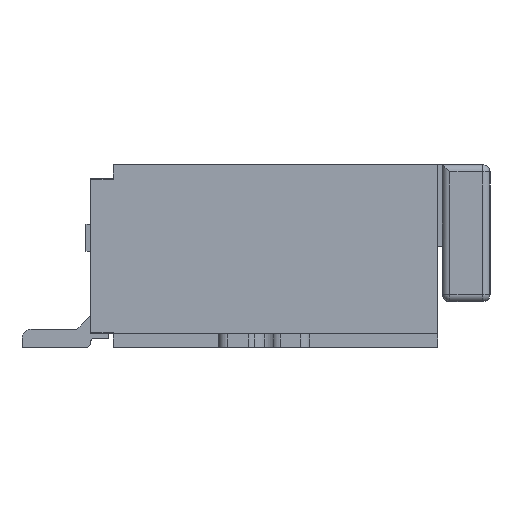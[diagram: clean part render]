
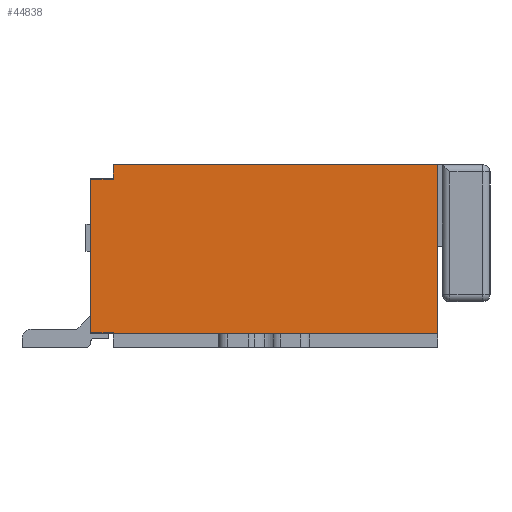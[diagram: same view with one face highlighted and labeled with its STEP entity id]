
A CAD part, left-side view. The second image highlights one B-rep face of the part: STEP entity #44838.
In plain terms, the highlighted planar face has unit normal (-1, 0, 0).
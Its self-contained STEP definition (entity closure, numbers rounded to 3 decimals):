
#1591 = EDGE_CURVE ( 'NONE', #48153, #21450, #15952, .T. ) ;
#5350 = ORIENTED_EDGE ( 'NONE', *, *, #19209, .F. ) ;
#6274 = DIRECTION ( 'NONE',  ( -1., 0., 0. ) ) ;
#6647 = EDGE_CURVE ( 'NONE', #26518, #43135, #12335, .T. ) ;
#6969 = LINE ( 'NONE', #22055, #19228 ) ;
#7035 = VERTEX_POINT ( 'NONE', #13012 ) ;
#9876 = CARTESIAN_POINT ( 'NONE',  ( -6.2, -0.625, 0.15 ) ) ;
#11244 = VECTOR ( 'NONE', #46106, 1000. ) ;
#11254 = CARTESIAN_POINT ( 'NONE',  ( -6.2, -0.375, 0. ) ) ;
#11533 = LINE ( 'NONE', #41895, #11244 ) ;
#11697 = EDGE_CURVE ( 'NONE', #43135, #33628, #16726, .T. ) ;
#11879 = CARTESIAN_POINT ( 'NONE',  ( -6.2, -4.175, 0. ) ) ;
#12120 = ORIENTED_EDGE ( 'NONE', *, *, #41700, .F. ) ;
#12335 = LINE ( 'NONE', #31043, #17621 ) ;
#13012 = CARTESIAN_POINT ( 'NONE',  ( -6.2, -0.625, 1.84 ) ) ;
#13209 = CARTESIAN_POINT ( 'NONE',  ( -6.2, -0.625, 2. ) ) ;
#13645 = DIRECTION ( 'NONE',  ( 0., -1., 0. ) ) ;
#14209 = VECTOR ( 'NONE', #46059, 1000. ) ;
#15952 = LINE ( 'NONE', #23930, #32603 ) ;
#16163 = AXIS2_PLACEMENT_3D ( 'NONE', #24866, #6274, #13645 ) ;
#16726 = LINE ( 'NONE', #31998, #29808 ) ;
#17038 = EDGE_CURVE ( 'NONE', #26518, #48153, #45963, .T. ) ;
#17621 = VECTOR ( 'NONE', #46932, 1000. ) ;
#18326 = CARTESIAN_POINT ( 'NONE',  ( -6.2, -0.625, 0.16 ) ) ;
#19209 = EDGE_CURVE ( 'NONE', #33628, #40211, #11533, .T. ) ;
#19228 = VECTOR ( 'NONE', #44221, 1000. ) ;
#21224 = DIRECTION ( 'NONE',  ( 0., 0., 1. ) ) ;
#21450 = VERTEX_POINT ( 'NONE', #45022 ) ;
#22055 = CARTESIAN_POINT ( 'NONE',  ( -6.2, -0.625, 1.84 ) ) ;
#22981 = VECTOR ( 'NONE', #47554, 1000. ) ;
#23930 = CARTESIAN_POINT ( 'NONE',  ( -6.2, -0.375, 2. ) ) ;
#24866 = CARTESIAN_POINT ( 'NONE',  ( -6.2, 0., 0. ) ) ;
#25842 = PLANE ( 'NONE',  #16163 ) ;
#25854 = EDGE_LOOP ( 'NONE', ( #5350, #28904, #40401, #40905, #33013, #12120, #33389, #36475 ) ) ;
#26518 = VERTEX_POINT ( 'NONE', #26823 ) ;
#26823 = CARTESIAN_POINT ( 'NONE',  ( -6.2, -4.175, 0.15 ) ) ;
#28904 = ORIENTED_EDGE ( 'NONE', *, *, #11697, .F. ) ;
#29808 = VECTOR ( 'NONE', #21224, 1000. ) ;
#31043 = CARTESIAN_POINT ( 'NONE',  ( -6.2, -4.175, 0.15 ) ) ;
#31310 = DIRECTION ( 'NONE',  ( 0., 0., 1. ) ) ;
#31998 = CARTESIAN_POINT ( 'NONE',  ( -6.2, -0.625, 0. ) ) ;
#32334 = CARTESIAN_POINT ( 'NONE',  ( -6.2, -0.375, 0.16 ) ) ;
#32603 = VECTOR ( 'NONE', #41448, 1000. ) ;
#32768 = EDGE_CURVE ( 'NONE', #7035, #39071, #6969, .T. ) ;
#33013 = ORIENTED_EDGE ( 'NONE', *, *, #1591, .T. ) ;
#33389 = ORIENTED_EDGE ( 'NONE', *, *, #32768, .T. ) ;
#33628 = VERTEX_POINT ( 'NONE', #18326 ) ;
#35373 = VECTOR ( 'NONE', #31310, 1000. ) ;
#36475 = ORIENTED_EDGE ( 'NONE', *, *, #40727, .T. ) ;
#39071 = VERTEX_POINT ( 'NONE', #44893 ) ;
#40211 = VERTEX_POINT ( 'NONE', #32334 ) ;
#40360 = LINE ( 'NONE', #13209, #22981 ) ;
#40401 = ORIENTED_EDGE ( 'NONE', *, *, #6647, .F. ) ;
#40650 = CARTESIAN_POINT ( 'NONE',  ( -6.2, -4.175, 2. ) ) ;
#40727 = EDGE_CURVE ( 'NONE', #39071, #40211, #45343, .T. ) ;
#40793 = FACE_OUTER_BOUND ( 'NONE', #25854, .T. ) ;
#40905 = ORIENTED_EDGE ( 'NONE', *, *, #17038, .T. ) ;
#41448 = DIRECTION ( 'NONE',  ( 0., 1., 0. ) ) ;
#41700 = EDGE_CURVE ( 'NONE', #7035, #21450, #40360, .T. ) ;
#41895 = CARTESIAN_POINT ( 'NONE',  ( -6.2, -0.625, 0.16 ) ) ;
#43135 = VERTEX_POINT ( 'NONE', #9876 ) ;
#44221 = DIRECTION ( 'NONE',  ( 0., 1., 0. ) ) ;
#44838 = ADVANCED_FACE ( 'NONE', ( #40793 ), #25842, .T. ) ;
#44893 = CARTESIAN_POINT ( 'NONE',  ( -6.2, -0.375, 1.84 ) ) ;
#45022 = CARTESIAN_POINT ( 'NONE',  ( -6.2, -0.625, 2. ) ) ;
#45343 = LINE ( 'NONE', #11254, #14209 ) ;
#45963 = LINE ( 'NONE', #11879, #35373 ) ;
#46059 = DIRECTION ( 'NONE',  ( 0., 0., -1. ) ) ;
#46106 = DIRECTION ( 'NONE',  ( 0., 1., 0. ) ) ;
#46932 = DIRECTION ( 'NONE',  ( 0., 1., 0. ) ) ;
#47554 = DIRECTION ( 'NONE',  ( 0., 0., 1. ) ) ;
#48153 = VERTEX_POINT ( 'NONE', #40650 ) ;
